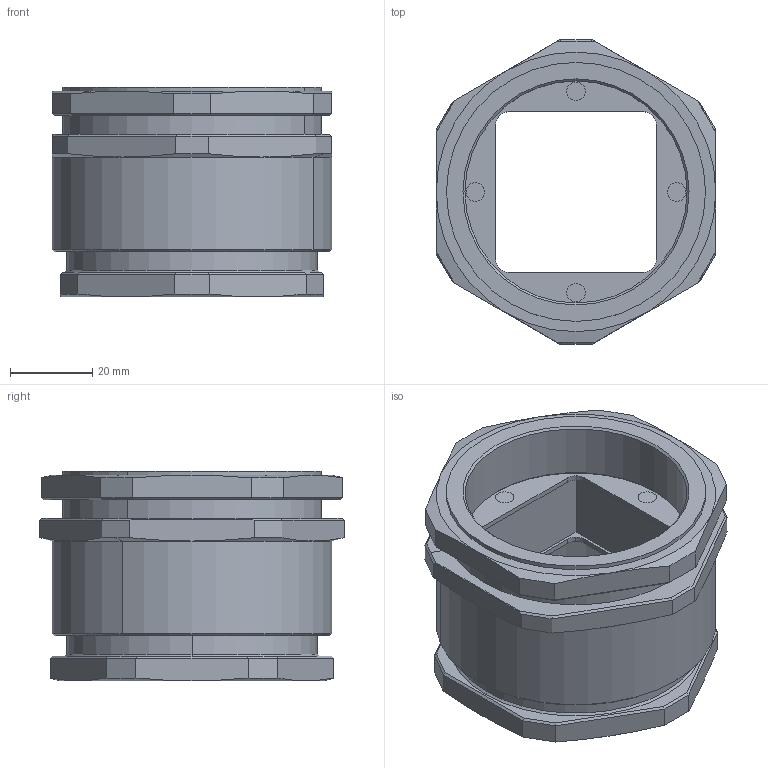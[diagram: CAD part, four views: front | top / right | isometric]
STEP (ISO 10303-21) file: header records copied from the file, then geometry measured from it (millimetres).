
FILE_DESCRIPTION((''),'2;1');
FILE_NAME('ROX GLAND.stp','2004-01-12T15:57:11',('petor'),(''),'Autodesk Inventor 8','Autodesk Inventor 8','');
FILE_SCHEMA(('AUTOMOTIVE_DESIGN { 1 0 10303 214 1 1 1 1 }'));
Length unit declared in the file: millimetre
Products named in the file (6): ROX GLAND; ROX GLAND ~~~PART1; ROX GLAND ~~PART1; ROX GLAND ~PART1; ROX GLAND PART1; ROX GLAND ~~~~PART1
Assembly tree (6 placements, depth 2):
  ROX GLAND
    ROX GLAND ~~~PART1
    ROX GLAND ~~PART1
    ROX GLAND ~PART1  x2
    ROX GLAND PART1
    ROX GLAND ~~~~PART1
Bounding box: 68 x 74.02 x 51 mm (x, y, z)
Volume: 76485.1 mm3; surface area: 46596.5 mm2
Topology: 6 solids, 6 shells, 208 faces, 500 edges, 314 vertices
Faces by surface type: plane 93, cylinder 66, cone 32, bspline 15, torus 2
Entity records: 6196 total; most frequent: CARTESIAN_POINT 1977, ORIENTED_EDGE 868, DIRECTION 822, EDGE_CURVE 434, AXIS2_PLACEMENT_3D 313, VERTEX_POINT 270, EDGE_LOOP 212, VECTOR 196
